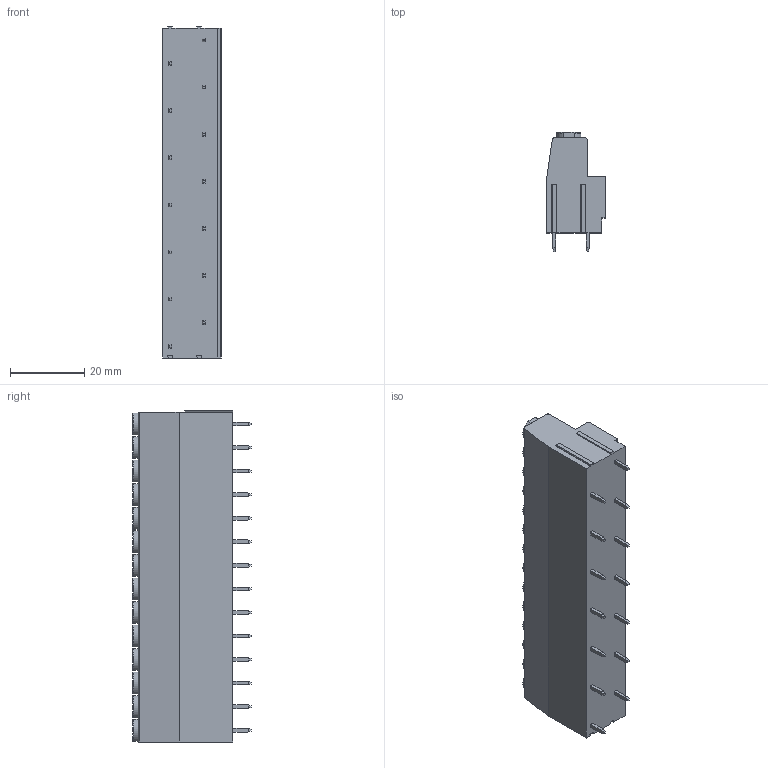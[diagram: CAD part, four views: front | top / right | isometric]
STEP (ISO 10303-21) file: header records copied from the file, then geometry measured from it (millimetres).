
FILE_DESCRIPTION((''),'2;1');
FILE_NAME('PRT0050','2024-10-21T',('yanfa'),(''),'PRO/ENGINEER BY PARAMETRIC TECHNOLOGY CORPORATION, 2009280','PRO/ENGINEER BY PARAMETRIC TECHNOLOGY CORPORATION, 2009280','');
FILE_SCHEMA(('AUTOMOTIVE_DESIGN_CC2 { 1 2 10303 214 -1 1 5 2 }'));
Length unit declared in the file: millimetre
Products named in the file (1): PRT0050
Bounding box: 15.85 x 32 x 89.5 mm (x, y, z)
Volume: 26505.5 mm3; surface area: 11917.7 mm2
Topology: 1 solids, 1 shells, 757 faces, 1915 edges, 1230 vertices
Faces by surface type: plane 461, cylinder 184, torus 56, cone 56
Entity records: 23187 total; most frequent: CARTESIAN_POINT 4742, ORIENTED_EDGE 3830, DIRECTION 3797, EDGE_CURVE 1915, VECTOR 1323, LINE 1323, AXIS2_PLACEMENT_3D 1237, VERTEX_POINT 1230
